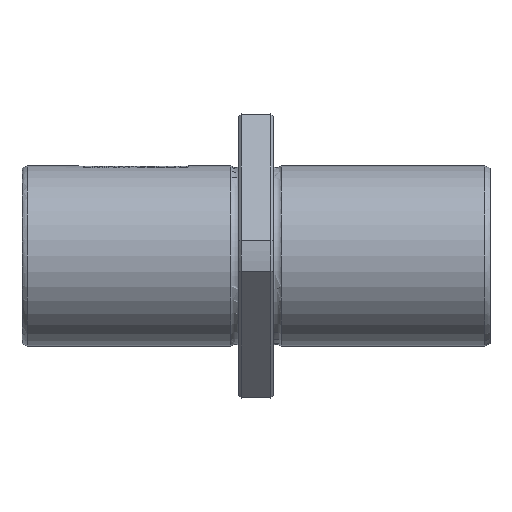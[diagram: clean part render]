
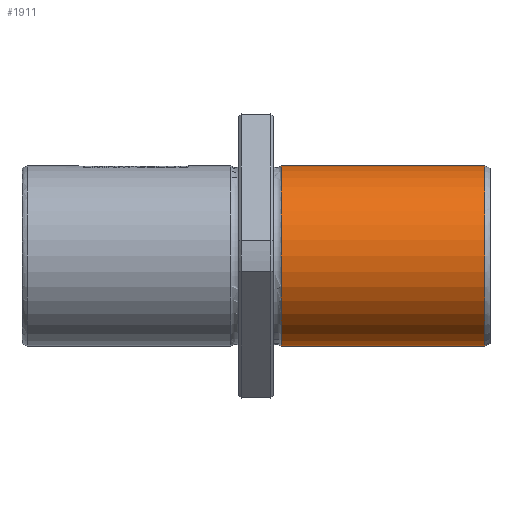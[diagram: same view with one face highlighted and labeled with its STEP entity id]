
A CAD part, front view. The second image highlights one B-rep face of the part: STEP entity #1911.
In plain terms, the highlighted cylindrical face has radius 26 mm (diameter 52 mm), a full revolution.
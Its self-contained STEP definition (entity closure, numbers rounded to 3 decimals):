
#599=FACE_BOUND('',#2806,.T.);
#600=FACE_BOUND('',#2807,.T.);
#1863=CYLINDRICAL_SURFACE('',#8030,26.);
#1911=ADVANCED_FACE('',(#599,#600),#1863,.T.);
#2806=EDGE_LOOP('',(#4212));
#2807=EDGE_LOOP('',(#4213));
#4212=ORIENTED_EDGE('',*,*,#7151,.T.);
#4213=ORIENTED_EDGE('',*,*,#7163,.F.);
#6383=VERTEX_POINT('',#12214);
#6394=VERTEX_POINT('',#12321);
#7151=EDGE_CURVE('',#6383,#6383,#7914,.T.);
#7163=EDGE_CURVE('',#6394,#6394,#7916,.T.);
#7914=CIRCLE('',#8021,26.);
#7916=CIRCLE('',#8029,26.);
#8021=AXIS2_PLACEMENT_3D('',#12213,#8725,#8726);
#8029=AXIS2_PLACEMENT_3D('',#12320,#8741,#8742);
#8030=AXIS2_PLACEMENT_3D('',#12322,#8743,#8744);
#8725=DIRECTION('',(-1.,0.,0.));
#8726=DIRECTION('',(0.,0.,1.));
#8741=DIRECTION('',(-1.,0.,0.));
#8742=DIRECTION('',(0.,0.,1.));
#8743=DIRECTION('',(1.,0.,0.));
#8744=DIRECTION('',(0.,0.,-1.));
#12213=CARTESIAN_POINT('',(71.002,0.,0.));
#12214=CARTESIAN_POINT('',(71.002,0.,26.));
#12320=CARTESIAN_POINT('',(12.223,0.,0.));
#12321=CARTESIAN_POINT('',(12.223,0.,26.));
#12322=CARTESIAN_POINT('',(12.223,0.,0.));
